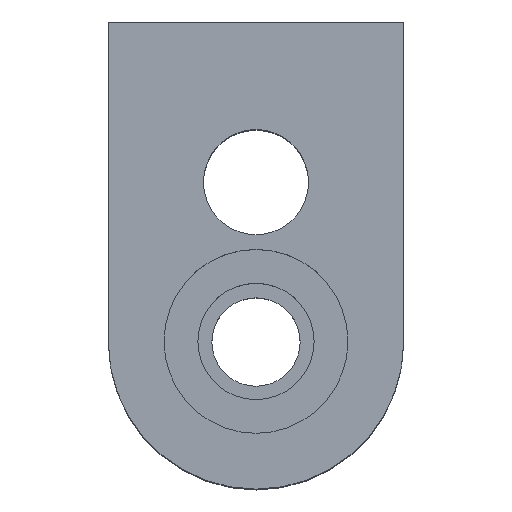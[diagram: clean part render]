
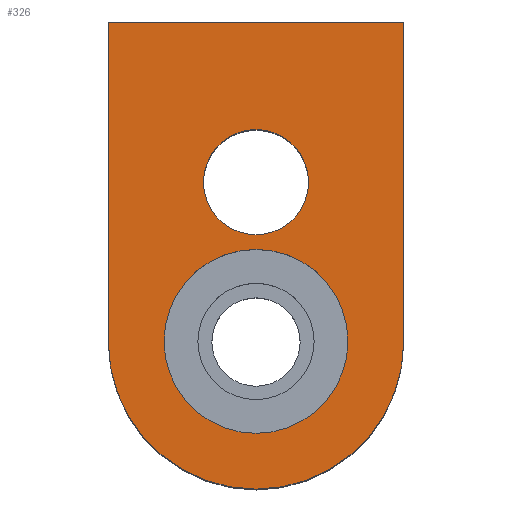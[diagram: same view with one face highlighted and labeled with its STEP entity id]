
A CAD part, top view. The second image highlights one B-rep face of the part: STEP entity #326.
In plain terms, the highlighted planar face has unit normal (0, 0, 1).
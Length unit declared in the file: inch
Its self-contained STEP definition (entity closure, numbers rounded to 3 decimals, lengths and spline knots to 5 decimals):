
#24=FACE_BOUND('',#78,.T.);
#25=FACE_BOUND('',#79,.T.);
#34=PLANE('',#373);
#51=FACE_OUTER_BOUND('',#77,.T.);
#77=EDGE_LOOP('',(#296,#297,#298,#299));
#78=EDGE_LOOP('',(#300));
#79=EDGE_LOOP('',(#301));
#94=LINE('',#525,#120);
#99=LINE('',#534,#125);
#101=LINE('',#543,#127);
#120=VECTOR('',#434,0.3937);
#125=VECTOR('',#441,0.3937);
#127=VECTOR('',#451,0.3937);
#136=CIRCLE('',#348,0.14);
#144=CIRCLE('',#365,0.08);
#147=CIRCLE('',#372,0.225);
#152=VERTEX_POINT('',#481);
#166=VERTEX_POINT('',#522);
#167=VERTEX_POINT('',#524);
#170=VERTEX_POINT('',#532);
#171=VERTEX_POINT('',#536);
#173=VERTEX_POINT('',#542);
#181=EDGE_CURVE('',#152,#152,#136,.T.);
#202=EDGE_CURVE('',#166,#167,#94,.T.);
#207=EDGE_CURVE('',#170,#166,#99,.T.);
#208=EDGE_CURVE('',#171,#171,#144,.T.);
#211=EDGE_CURVE('',#167,#173,#101,.T.);
#217=EDGE_CURVE('',#173,#170,#147,.T.);
#296=ORIENTED_EDGE('',*,*,#207,.F.);
#297=ORIENTED_EDGE('',*,*,#217,.F.);
#298=ORIENTED_EDGE('',*,*,#211,.F.);
#299=ORIENTED_EDGE('',*,*,#202,.F.);
#300=ORIENTED_EDGE('',*,*,#181,.T.);
#301=ORIENTED_EDGE('',*,*,#208,.T.);
#326=ADVANCED_FACE('',(#51,#24,#25),#34,.T.);
#348=AXIS2_PLACEMENT_3D('',#482,#391,#392);
#365=AXIS2_PLACEMENT_3D('',#537,#444,#445);
#372=AXIS2_PLACEMENT_3D('',#554,#464,#465);
#373=AXIS2_PLACEMENT_3D('',#555,#466,#467);
#391=DIRECTION('center_axis',(0.,0.,-1.));
#392=DIRECTION('ref_axis',(1.,0.,0.));
#434=DIRECTION('',(1.,0.,0.));
#441=DIRECTION('',(0.,1.,0.));
#444=DIRECTION('center_axis',(0.,0.,-1.));
#445=DIRECTION('ref_axis',(1.,0.,0.));
#451=DIRECTION('',(0.,-1.,0.));
#464=DIRECTION('center_axis',(0.,0.,-1.));
#465=DIRECTION('ref_axis',(1.,0.,0.));
#466=DIRECTION('center_axis',(0.,0.,1.));
#467=DIRECTION('ref_axis',(1.,0.,0.));
#481=CARTESIAN_POINT('',(-0.14,-0.38625,0.373));
#482=CARTESIAN_POINT('Origin',(0.,-0.38625,0.373));
#522=CARTESIAN_POINT('',(-0.225,0.1,0.373));
#524=CARTESIAN_POINT('',(0.225,0.1,0.373));
#525=CARTESIAN_POINT('',(0.1125,0.1,0.373));
#532=CARTESIAN_POINT('',(-0.225,-0.38625,0.373));
#534=CARTESIAN_POINT('',(-0.225,-0.07781,0.373));
#536=CARTESIAN_POINT('',(-0.08,-0.14375,0.373));
#537=CARTESIAN_POINT('Origin',(0.,-0.14375,0.373));
#542=CARTESIAN_POINT('',(0.225,-0.38625,0.373));
#543=CARTESIAN_POINT('',(0.225,-0.32094,0.373));
#554=CARTESIAN_POINT('Origin',(0.,-0.38625,0.373));
#555=CARTESIAN_POINT('Origin',(0.,-0.25563,0.373));
